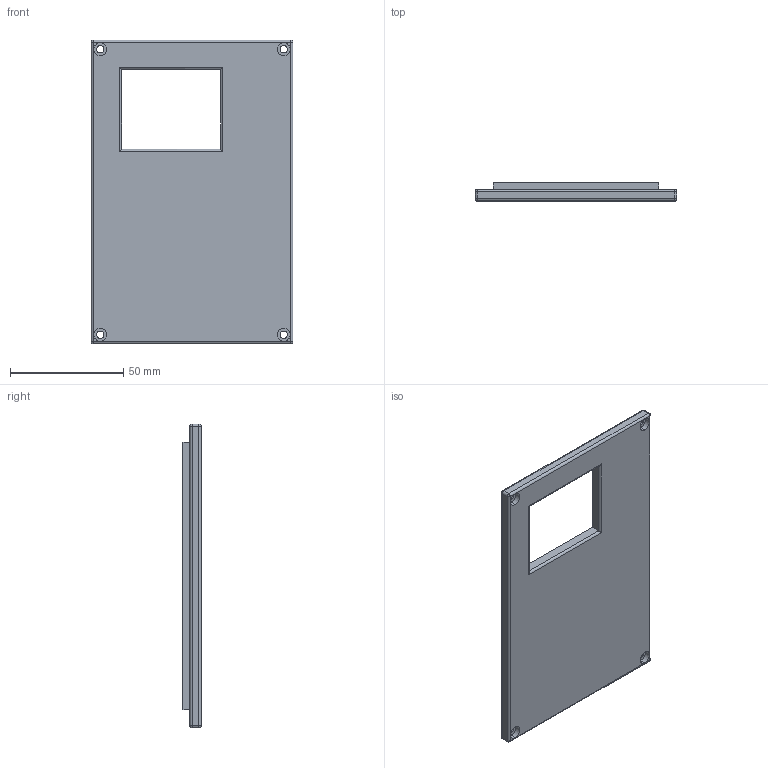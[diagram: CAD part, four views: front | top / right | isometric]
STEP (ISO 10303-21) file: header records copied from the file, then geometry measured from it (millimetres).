
FILE_DESCRIPTION (( 'STEP AP214' ), '1' );
FILE_NAME ('autotest_boxcover.STEP', '2021-05-13T09:39:26', ( '' ), ( '' ), 'SwSTEP 2.0', 'SolidWorks 2019', '' );
FILE_SCHEMA (( 'AUTOMOTIVE_DESIGN' ));
Length unit declared in the file: millimetre
Products named in the file (1): autotest_boxcover
Bounding box: 89 x 8 x 134 mm (x, y, z)
Volume: 56802.1 mm3; surface area: 25727.9 mm2
Topology: 1 solids, 1 shells, 63 faces, 148 edges, 84 vertices
Faces by surface type: cylinder 32, plane 23, sphere 8
Entity records: 1780 total; most frequent: DIRECTION 320, CARTESIAN_POINT 300, ORIENTED_EDGE 280, EDGE_CURVE 140, AXIS2_PLACEMENT_3D 120, VERTEX_POINT 84, VECTOR 80, LINE 80
